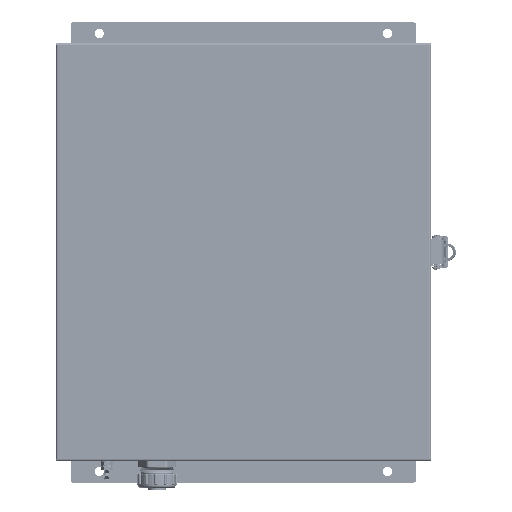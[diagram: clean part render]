
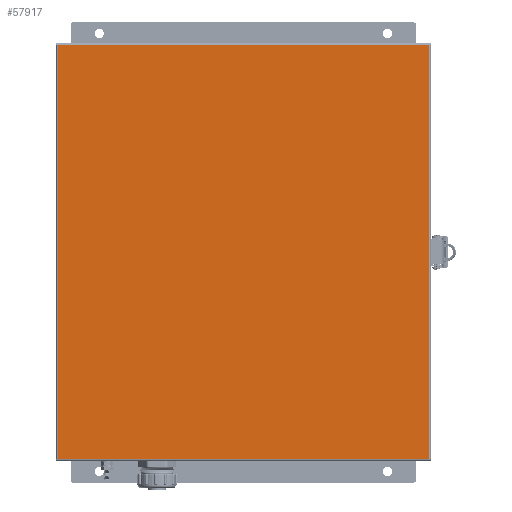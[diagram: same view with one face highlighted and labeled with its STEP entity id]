
A CAD part, top view. The second image highlights one B-rep face of the part: STEP entity #57917.
In plain terms, the highlighted planar face has unit normal (0, 0, 1).
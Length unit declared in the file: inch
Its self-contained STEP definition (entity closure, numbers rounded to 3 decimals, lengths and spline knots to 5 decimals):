
#823 = ORIENTED_EDGE ( 'NONE', *, *, #31624, .F. ) ;
#1761 = DIRECTION ( 'NONE',  ( 1., 0., 0. ) ) ;
#2800 = PLANE ( 'NONE',  #6748 ) ;
#3659 = EDGE_CURVE ( 'NONE', #42014, #42654, #73776, .T. ) ;
#6748 = AXIS2_PLACEMENT_3D ( 'NONE', #28893, #28337, #60359 ) ;
#17175 = CARTESIAN_POINT ( 'NONE',  ( -6.435, 7.185, 0. ) ) ;
#18211 = CARTESIAN_POINT ( 'NONE',  ( -6.5, -7.185, 0. ) ) ;
#19610 = ORIENTED_EDGE ( 'NONE', *, *, #3659, .F. ) ;
#22992 = EDGE_CURVE ( 'NONE', #42654, #37005, #46319, .T. ) ;
#25681 = ORIENTED_EDGE ( 'NONE', *, *, #22992, .F. ) ;
#28337 = DIRECTION ( 'NONE',  ( 0., 0., 1. ) ) ;
#28893 = CARTESIAN_POINT ( 'NONE',  ( 0., 0., 0. ) ) ;
#29169 = CARTESIAN_POINT ( 'NONE',  ( -6.435, 7.185, 0. ) ) ;
#29254 = VECTOR ( 'NONE', #1761, 39.37008 ) ;
#31624 = EDGE_CURVE ( 'NONE', #82944, #42014, #68832, .T. ) ;
#31634 = VECTOR ( 'NONE', #61439, 39.37008 ) ;
#34693 = VECTOR ( 'NONE', #50503, 39.37008 ) ;
#37005 = VERTEX_POINT ( 'NONE', #47425 ) ;
#38745 = VECTOR ( 'NONE', #38828, 39.37008 ) ;
#38828 = DIRECTION ( 'NONE',  ( 0., -1., 0. ) ) ;
#40956 = CARTESIAN_POINT ( 'NONE',  ( 6.435, -7.185, 0. ) ) ;
#42014 = VERTEX_POINT ( 'NONE', #56004 ) ;
#42654 = VERTEX_POINT ( 'NONE', #17175 ) ;
#44799 = LINE ( 'NONE', #78015, #38745 ) ;
#46113 = CARTESIAN_POINT ( 'NONE',  ( 6.5, 7.185, 0. ) ) ;
#46319 = LINE ( 'NONE', #46113, #29254 ) ;
#47425 = CARTESIAN_POINT ( 'NONE',  ( 6.435, 7.185, 0. ) ) ;
#50503 = DIRECTION ( 'NONE',  ( -1., 0., 0. ) ) ;
#56004 = CARTESIAN_POINT ( 'NONE',  ( -6.435, -7.185, 0. ) ) ;
#57917 = ADVANCED_FACE ( 'NONE', ( #80623 ), #2800, .T. ) ;
#60359 = DIRECTION ( 'NONE',  ( 1., 0., 0. ) ) ;
#61439 = DIRECTION ( 'NONE',  ( 0., 1., 0. ) ) ;
#62454 = ORIENTED_EDGE ( 'NONE', *, *, #81959, .F. ) ;
#68832 = LINE ( 'NONE', #18211, #34693 ) ;
#73776 = LINE ( 'NONE', #29169, #31634 ) ;
#74798 = EDGE_LOOP ( 'NONE', ( #823, #62454, #25681, #19610 ) ) ;
#78015 = CARTESIAN_POINT ( 'NONE',  ( 6.435, -7.185, 0. ) ) ;
#80623 = FACE_OUTER_BOUND ( 'NONE', #74798, .T. ) ;
#81959 = EDGE_CURVE ( 'NONE', #37005, #82944, #44799, .T. ) ;
#82944 = VERTEX_POINT ( 'NONE', #40956 ) ;
